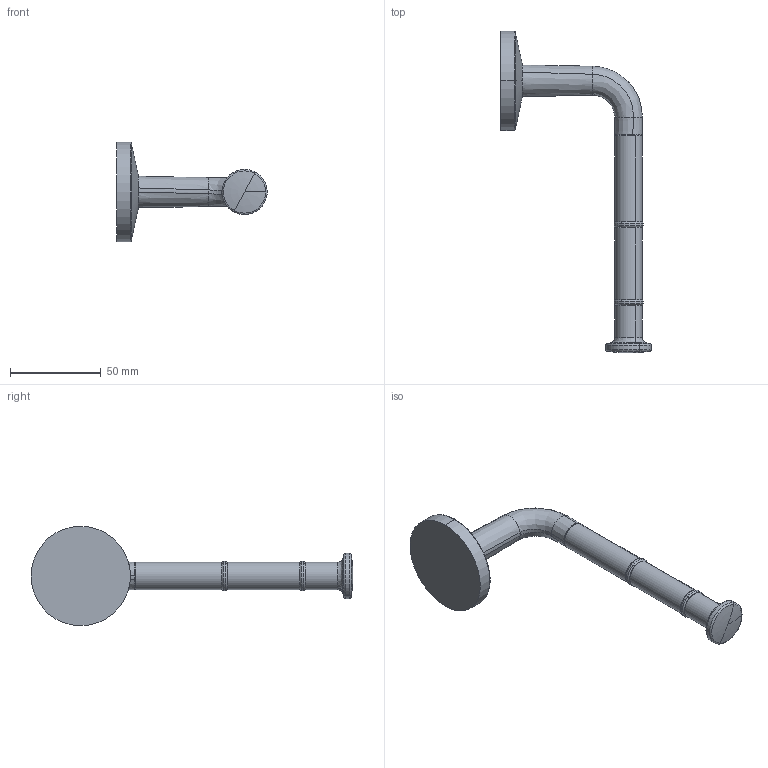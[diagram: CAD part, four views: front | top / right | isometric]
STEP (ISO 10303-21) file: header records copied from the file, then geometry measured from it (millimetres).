
FILE_DESCRIPTION(('CAx-IF Rec.Pracs.---Model Styling and Organization---1.2---2011-12-15','CAx-IF Rec.Pracs.---Geometric and Assembly Validation Properties---4.1---2014-06-16','CAx-IF Rec.Pracs.---PMI Polyline Presentation---2.0---2013-05-24'),'2;1');
FILE_NAME('1000148511_PPR_000.stp','2021-01-12T08:24:19+01:00',(''),(''),'STEP Interface 4.3 by CT CoreTechnologie','3D_Evolution4.3 by CT CoreTechnologie','');
FILE_SCHEMA(('AP203_CONFIGURATION_CONTROLLED_3D_DESIGN_OF_MECHANICAL_PARTS_AND_ASSEMBLIES_MIM_LF'));
Length unit declared in the file: millimetre
Products named in the file (5): P_2 AX Uni. Circular Toilettenpapierh. 1000148511_PPR_000_A1; P_2 Wandhalter Handtuchhalter AX BO 1000148505_PPA_000_A1; P_2 Rosette Handtuchhalter AX BO 1000148504_PPA_000_A1; P_2 Schaft Papierrollenhalter AX BO 1000148508_PPA_000_A0; O-Ring 11x2,5(EB_d12,0_D16,0_b3,0) 1000005157_PPA_000_A0
Assembly tree (5 placements, depth 2):
  P_2 AX Uni. Circular Toilettenpapierh. 1000148511_PPR_000_A1
    P_2 Wandhalter Handtuchhalter AX BO 1000148505_PPA_000_A1
    P_2 Rosette Handtuchhalter AX BO 1000148504_PPA_000_A1
    P_2 Schaft Papierrollenhalter AX BO 1000148508_PPA_000_A0
    O-Ring 11x2,5(EB_d12,0_D16,0_b3,0) 1000005157_PPA_000_A0  x2
Bounding box: 82.89 x 177.4 x 54.8 mm (x, y, z)
Volume: 62628.7 mm3; surface area: 18322.6 mm2
Topology: 6 solids, 6 shells, 116 faces, 243 edges, 137 vertices
Faces by surface type: bspline 76, cylinder 26, plane 14
Entity records: 7486 total; most frequent: CARTESIAN_POINT 3758, DIRECTION 446, ORIENTED_EDGE 414, EDGE_CURVE 207, AXIS2_PLACEMENT_3D 204, CIRCLE 164, VERTEX_POINT 118, EDGE_LOOP 109
